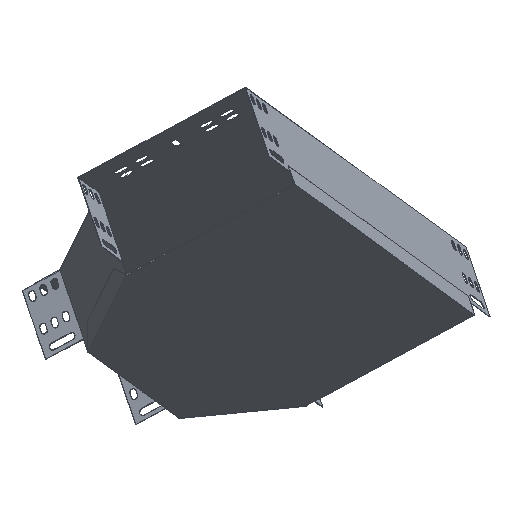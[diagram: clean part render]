
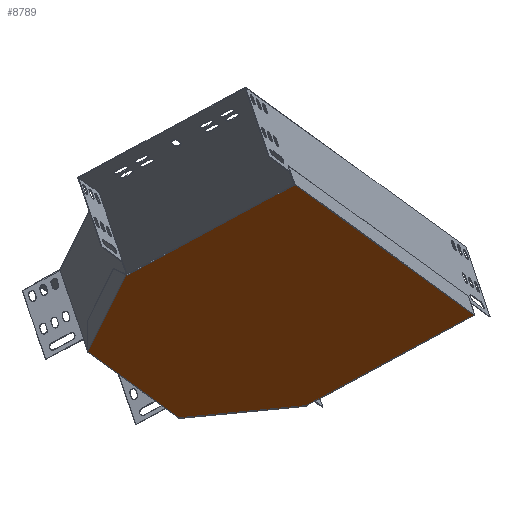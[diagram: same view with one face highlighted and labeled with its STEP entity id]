
A CAD part, front view. The second image highlights one B-rep face of the part: STEP entity #8789.
In plain terms, the highlighted planar face has unit normal (0.283, -0.485, -0.827).
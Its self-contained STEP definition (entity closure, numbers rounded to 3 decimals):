
#53 = DIRECTION ( 'NONE',  ( 0.276, -0.785, 0.555 ) ) ;
#290 = ORIENTED_EDGE ( 'NONE', *, *, #9125, .T. ) ;
#592 = ORIENTED_EDGE ( 'NONE', *, *, #9084, .T. ) ;
#714 = ORIENTED_EDGE ( 'NONE', *, *, #9421, .T. ) ;
#772 = DIRECTION ( 'NONE',  ( 0.276, -0.785, 0.555 ) ) ;
#811 = ORIENTED_EDGE ( 'NONE', *, *, #9063, .F. ) ;
#896 = ORIENTED_EDGE ( 'NONE', *, *, #9317, .T. ) ;
#938 = DIRECTION ( 'NONE',  ( 0.845, -0.283, 0.455 ) ) ;
#951 = ORIENTED_EDGE ( 'NONE', *, *, #9010, .F. ) ;
#1000 = CARTESIAN_POINT ( 'NONE',  ( -34.938, 242.9, -148.039 ) ) ;
#1005 = VERTEX_POINT ( 'NONE', #11225 ) ;
#1070 = ORIENTED_EDGE ( 'NONE', *, *, #8986, .F. ) ;
#1112 = CARTESIAN_POINT ( 'NONE',  ( 95.153, 296.868, -135.226 ) ) ;
#1175 = ORIENTED_EDGE ( 'NONE', *, *, #8970, .T. ) ;
#1418 = VERTEX_POINT ( 'NONE', #1112 ) ;
#1609 = DIRECTION ( 'NONE',  ( 0.919, 0.385, 0.088 ) ) ;
#1623 = CARTESIAN_POINT ( 'NONE',  ( 82.47, -91.491, 88.329 ) ) ;
#1653 = DIRECTION ( 'NONE',  ( 0.919, 0.385, 0.088 ) ) ;
#1744 = CARTESIAN_POINT ( 'NONE',  ( -34.773, 242.429, -147.706 ) ) ;
#1841 = CARTESIAN_POINT ( 'NONE',  ( -36.198, 243.092, -148.582 ) ) ;
#2246 = VERTEX_POINT ( 'NONE', #4393 ) ;
#2506 = DIRECTION ( 'NONE',  ( -0.845, 0.283, -0.455 ) ) ;
#2643 = CARTESIAN_POINT ( 'NONE',  ( 94.767, 297.967, -136.003 ) ) ;
#3407 = VERTEX_POINT ( 'NONE', #8935 ) ;
#3544 = CARTESIAN_POINT ( 'NONE',  ( 94.987, 297.339, -135.559 ) ) ;
#3665 = DIRECTION ( 'NONE',  ( 0.276, -0.785, 0.555 ) ) ;
#3975 = PLANE ( 'NONE',  #8852 ) ;
#4065 = CARTESIAN_POINT ( 'NONE',  ( -126.085, 76.317, -81.452 ) ) ;
#4261 = CARTESIAN_POINT ( 'NONE',  ( -126.636, 76.086, -81.505 ) ) ;
#4393 = CARTESIAN_POINT ( 'NONE',  ( 265.406, 239.844, -43.55 ) ) ;
#4429 = CARTESIAN_POINT ( 'NONE',  ( 82.631, -92.654, 89.066 ) ) ;
#4436 = VERTEX_POINT ( 'NONE', #1744 ) ;
#4857 = VECTOR ( 'NONE', #938, 1000. ) ;
#4865 = LINE ( 'NONE', #11004, #4857 ) ;
#4891 = DIRECTION ( 'NONE',  ( -0.283, 0.485, 0.827 ) ) ;
#4977 = DIRECTION ( 'NONE',  ( 0.455, 0.827, -0.33 ) ) ;
#5233 = VECTOR ( 'NONE', #2506, 1000. ) ;
#5291 = LINE ( 'NONE', #1623, #5233 ) ;
#5696 = LINE ( 'NONE', #4065, #5784 ) ;
#5784 = VECTOR ( 'NONE', #4977, 1000. ) ;
#5787 = CARTESIAN_POINT ( 'NONE',  ( -35.159, 243.528, -148.483 ) ) ;
#5805 = VECTOR ( 'NONE', #3665, 1000. ) ;
#5848 = LINE ( 'NONE', #1000, #5805 ) ;
#5871 = VECTOR ( 'NONE', #10183, 1000. ) ;
#5915 = LINE ( 'NONE', #1841, #5871 ) ;
#6065 = VECTOR ( 'NONE', #53, 1000. ) ;
#6125 = VECTOR ( 'NONE', #7236, 1000. ) ;
#6161 = LINE ( 'NONE', #3544, #6065 ) ;
#6176 = LINE ( 'NONE', #4429, #6125 ) ;
#6203 = CARTESIAN_POINT ( 'NONE',  ( -87.659, -34.925, -3.036 ) ) ;
#6385 = LINE ( 'NONE', #6203, #6395 ) ;
#6395 = VECTOR ( 'NONE', #1653, 1000. ) ;
#6420 = VECTOR ( 'NONE', #772, 1000. ) ;
#6469 = VECTOR ( 'NONE', #1609, 1000. ) ;
#6488 = LINE ( 'NONE', #11709, #6420 ) ;
#6500 = LINE ( 'NONE', #4261, #6469 ) ;
#7038 = FACE_OUTER_BOUND ( 'NONE', #10904, .T. ) ;
#7236 = DIRECTION ( 'NONE',  ( 0.455, 0.827, -0.33 ) ) ;
#7267 = CARTESIAN_POINT ( 'NONE',  ( -88.394, -35.233, -3.107 ) ) ;
#7472 = CARTESIAN_POINT ( 'NONE',  ( -126.085, 76.317, -81.452 ) ) ;
#7590 = CARTESIAN_POINT ( 'NONE',  ( -87.108, -34.694, -2.983 ) ) ;
#8789 = ADVANCED_FACE ( 'NONE', ( #7038 ), #3975, .F. ) ;
#8852 = AXIS2_PLACEMENT_3D ( 'NONE', #11346, #4891, #11422 ) ;
#8935 = CARTESIAN_POINT ( 'NONE',  ( 83.146, -91.718, 88.693 ) ) ;
#8970 = EDGE_CURVE ( 'NONE', #1005, #10075, #6500, .T. ) ;
#8986 = EDGE_CURVE ( 'NONE', #1005, #11020, #6488, .T. ) ;
#9010 = EDGE_CURVE ( 'NONE', #11020, #10154, #6385, .T. ) ;
#9063 = EDGE_CURVE ( 'NONE', #3407, #2246, #6176, .T. ) ;
#9084 = EDGE_CURVE ( 'NONE', #11000, #1418, #6161, .T. ) ;
#9125 = EDGE_CURVE ( 'NONE', #10231, #11000, #5915, .T. ) ;
#9148 = EDGE_CURVE ( 'NONE', #10231, #4436, #5848, .T. ) ;
#9198 = EDGE_CURVE ( 'NONE', #10075, #4436, #5696, .T. ) ;
#9317 = EDGE_CURVE ( 'NONE', #3407, #10154, #5291, .T. ) ;
#9421 = EDGE_CURVE ( 'NONE', #1418, #2246, #4865, .T. ) ;
#10075 = VERTEX_POINT ( 'NONE', #7472 ) ;
#10154 = VERTEX_POINT ( 'NONE', #7590 ) ;
#10183 = DIRECTION ( 'NONE',  ( 0.919, 0.385, 0.088 ) ) ;
#10231 = VERTEX_POINT ( 'NONE', #5787 ) ;
#10904 = EDGE_LOOP ( 'NONE', ( #11257, #11588, #290, #592, #714, #811, #896, #951, #1070, #1175 ) ) ;
#11000 = VERTEX_POINT ( 'NONE', #2643 ) ;
#11004 = CARTESIAN_POINT ( 'NONE',  ( 95.153, 296.868, -135.226 ) ) ;
#11020 = VERTEX_POINT ( 'NONE', #7267 ) ;
#11225 = CARTESIAN_POINT ( 'NONE',  ( -127.371, 75.778, -81.576 ) ) ;
#11257 = ORIENTED_EDGE ( 'NONE', *, *, #9198, .T. ) ;
#11346 = CARTESIAN_POINT ( 'NONE',  ( -165.218, 187.772, -160.235 ) ) ;
#11422 = DIRECTION ( 'NONE',  ( -0.455, -0.827, 0.33 ) ) ;
#11588 = ORIENTED_EDGE ( 'NONE', *, *, #9148, .F. ) ;
#11709 = CARTESIAN_POINT ( 'NONE',  ( -127.683, 76.666, -82.203 ) ) ;
